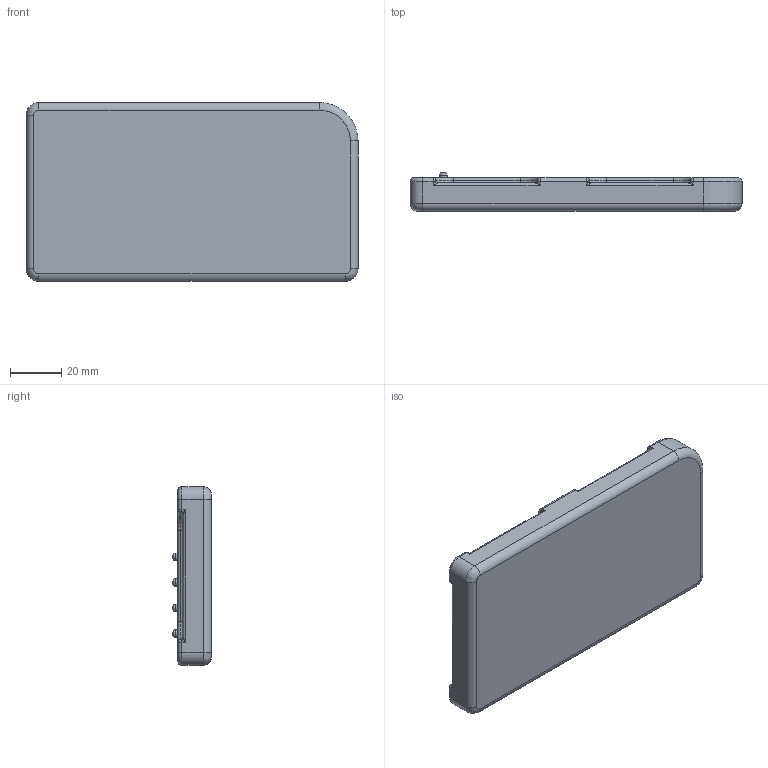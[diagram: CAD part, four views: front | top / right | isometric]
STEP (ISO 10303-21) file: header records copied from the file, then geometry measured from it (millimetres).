
FILE_DESCRIPTION(/* description */ (''),/* implementation_level */ '2;1');
FILE_NAME(/* name */ 'Pocket organ V11 mock-up v18 - partial engraving, 0.5mm depression for front plate.step',/* time_stamp */ '2020-02-19T15:25:33+08:00',/* author */ (''),/* organization */ (''),/* preprocessor_version */ 'ST-DEVELOPER v18',/* originating_system */ 'Autodesk Translation Framework v8.12.0.6',/* authorisation */ '');
FILE_SCHEMA (('AUTOMOTIVE_DESIGN { 1 0 10303 214 3 1 1 }'));
Length unit declared in the file: millimetre
Products named in the file (1): Pocket organ V11 mock-up
Bounding box: 130 x 15 x 70 mm (x, y, z)
Volume: 110297.2 mm3; surface area: 23411.2 mm2
Topology: 1 solids, 1 shells, 661 faces, 1760 edges, 1154 vertices
Faces by surface type: bspline 280, plane 261, cylinder 81, sphere 22, torus 17
Full cylindrical faces by diameter (mm): 3 x4, 5 x4, 9 x1, 17 x7
Entity records: 26669 total; most frequent: CARTESIAN_POINT 11771, ORIENTED_EDGE 3508, DIRECTION 2334, EDGE_CURVE 1754, VERTEX_POINT 1154, LINE 856, VECTOR 856, AXIS2_PLACEMENT_3D 739
